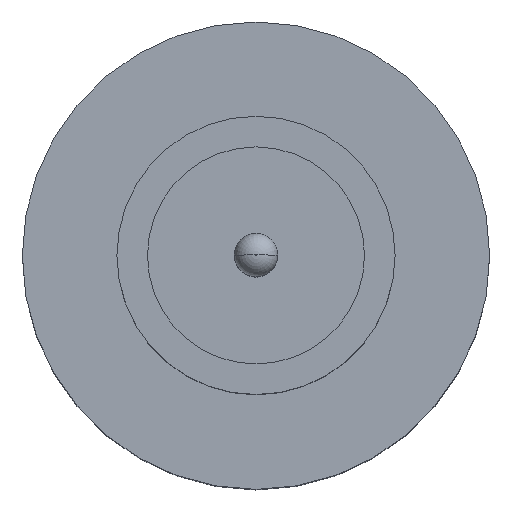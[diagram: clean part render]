
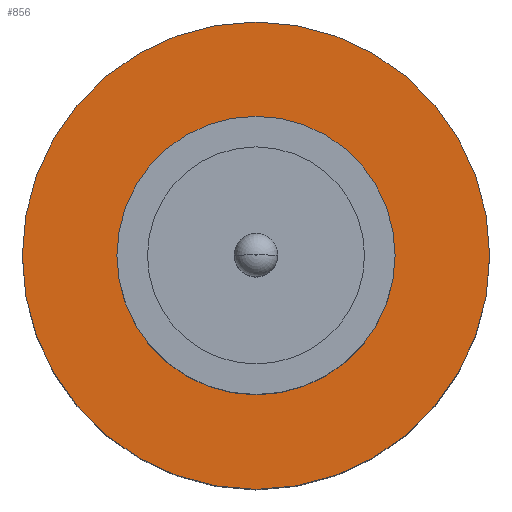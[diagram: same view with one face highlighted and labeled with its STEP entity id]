
A CAD part, top view. The second image highlights one B-rep face of the part: STEP entity #856.
In plain terms, the highlighted planar face has unit normal (0, 0, 1).
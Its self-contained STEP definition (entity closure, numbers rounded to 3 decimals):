
#15 = AXIS2_PLACEMENT_3D ( 'NONE', #95, #92, #521 ) ;
#18 = ORIENTED_EDGE ( 'NONE', *, *, #605, .F. ) ;
#21 = CARTESIAN_POINT ( 'NONE',  ( 2.1, 0., 1.55 ) ) ;
#47 = CARTESIAN_POINT ( 'NONE',  ( 1.25, 0., 1.55 ) ) ;
#73 = CARTESIAN_POINT ( 'NONE',  ( 0., 0., 1.55 ) ) ;
#85 = EDGE_CURVE ( 'NONE', #679, #327, #396, .T. ) ;
#92 = DIRECTION ( 'NONE',  ( 0., 0., 1. ) ) ;
#95 = CARTESIAN_POINT ( 'NONE',  ( 0., 0., 1.55 ) ) ;
#133 = VERTEX_POINT ( 'NONE', #47 ) ;
#218 = ORIENTED_EDGE ( 'NONE', *, *, #453, .F. ) ;
#222 = AXIS2_PLACEMENT_3D ( 'NONE', #73, #484, #758 ) ;
#230 = ORIENTED_EDGE ( 'NONE', *, *, #85, .T. ) ;
#281 = CARTESIAN_POINT ( 'NONE',  ( 0., 0., 1.55 ) ) ;
#327 = VERTEX_POINT ( 'NONE', #355 ) ;
#355 = CARTESIAN_POINT ( 'NONE',  ( -2.1, 0., 1.55 ) ) ;
#389 = DIRECTION ( 'NONE',  ( 0., 0., 1. ) ) ;
#396 = CIRCLE ( 'NONE', #717, 2.1 ) ;
#446 = EDGE_CURVE ( 'NONE', #327, #679, #629, .T. ) ;
#453 = EDGE_CURVE ( 'NONE', #848, #133, #555, .T. ) ;
#456 = EDGE_LOOP ( 'NONE', ( #720, #230 ) ) ;
#464 = EDGE_LOOP ( 'NONE', ( #18, #218 ) ) ;
#478 = CARTESIAN_POINT ( 'NONE',  ( 0., 0., 1.55 ) ) ;
#484 = DIRECTION ( 'NONE',  ( 0., 0., 1. ) ) ;
#513 = AXIS2_PLACEMENT_3D ( 'NONE', #618, #761, #747 ) ;
#521 = DIRECTION ( 'NONE',  ( 1., 0., 0. ) ) ;
#555 = CIRCLE ( 'NONE', #222, 1.25 ) ;
#565 = DIRECTION ( 'NONE',  ( 1., 0., 0. ) ) ;
#599 = FACE_OUTER_BOUND ( 'NONE', #456, .T. ) ;
#605 = EDGE_CURVE ( 'NONE', #133, #848, #730, .T. ) ;
#618 = CARTESIAN_POINT ( 'NONE',  ( 0., 0., 1.55 ) ) ;
#629 = CIRCLE ( 'NONE', #642, 2.1 ) ;
#630 = DIRECTION ( 'NONE',  ( 0., 0., 1. ) ) ;
#642 = AXIS2_PLACEMENT_3D ( 'NONE', #281, #630, #565 ) ;
#676 = DIRECTION ( 'NONE',  ( 1., 0., 0. ) ) ;
#679 = VERTEX_POINT ( 'NONE', #21 ) ;
#701 = FACE_BOUND ( 'NONE', #464, .T. ) ;
#717 = AXIS2_PLACEMENT_3D ( 'NONE', #478, #389, #676 ) ;
#720 = ORIENTED_EDGE ( 'NONE', *, *, #446, .T. ) ;
#730 = CIRCLE ( 'NONE', #15, 1.25 ) ;
#747 = DIRECTION ( 'NONE',  ( 1., 0., 0. ) ) ;
#752 = CARTESIAN_POINT ( 'NONE',  ( -1.25, 0., 1.55 ) ) ;
#758 = DIRECTION ( 'NONE',  ( 1., 0., 0. ) ) ;
#761 = DIRECTION ( 'NONE',  ( 0., 0., 1. ) ) ;
#848 = VERTEX_POINT ( 'NONE', #752 ) ;
#856 = ADVANCED_FACE ( 'NONE', ( #701, #599 ), #882, .T. ) ;
#882 = PLANE ( 'NONE',  #513 ) ;
